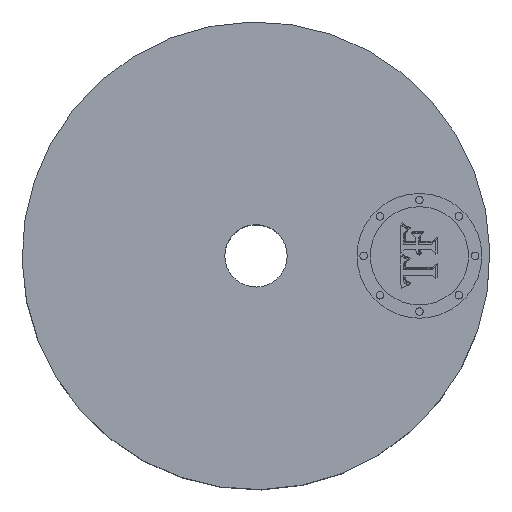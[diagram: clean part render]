
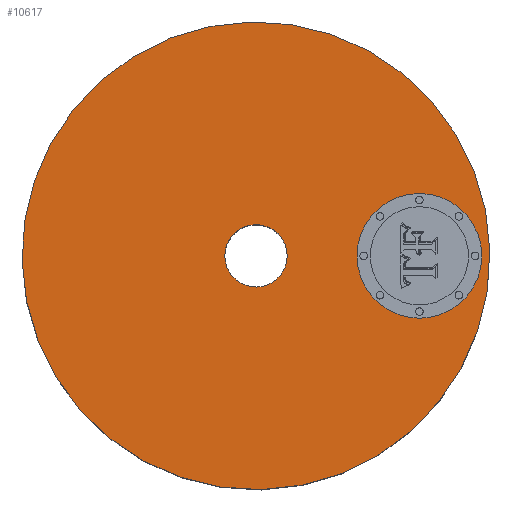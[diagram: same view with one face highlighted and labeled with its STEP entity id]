
A CAD part, top view. The second image highlights one B-rep face of the part: STEP entity #10617.
In plain terms, the highlighted planar face has unit normal (0, 0, 1).
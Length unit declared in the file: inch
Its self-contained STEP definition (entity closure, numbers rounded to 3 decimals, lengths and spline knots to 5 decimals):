
#2733=AXIS2_PLACEMENT_3D('Circle Axis2P3D',#2731,#2732,$) ;
#2752=AXIS2_PLACEMENT_3D('Circle Axis2P3D',#2750,#2751,$) ;
#3245=AXIS2_PLACEMENT_3D('Circle Axis2P3D',#3243,#3244,$) ;
#3271=AXIS2_PLACEMENT_3D('Circle Axis2P3D',#3269,#3270,$) ;
#10589=AXIS2_PLACEMENT_3D('Plane Axis2P3D',#10586,#10587,#10588) ;
#10601=AXIS2_PLACEMENT_3D('Circle Axis2P3D',#10599,#10600,$) ;
#10610=AXIS2_PLACEMENT_3D('Circle Axis2P3D',#10608,#10609,$) ;
#2728=CARTESIAN_POINT('Vertex',(-0.89892,-1.64547,1.5)) ;
#2731=CARTESIAN_POINT('Axis2P3D Location',(0.,0.,1.5)) ;
#2735=CARTESIAN_POINT('Vertex',(0.89892,1.64547,1.5)) ;
#2750=CARTESIAN_POINT('Axis2P3D Location',(0.,0.,1.5)) ;
#3243=CARTESIAN_POINT('Axis2P3D Location',(0.,0.,1.5)) ;
#3247=CARTESIAN_POINT('Vertex',(0.11986,0.2194,1.5)) ;
#3249=CARTESIAN_POINT('Vertex',(-0.11986,-0.2194,1.5)) ;
#3269=CARTESIAN_POINT('Axis2P3D Location',(0.,0.,1.5)) ;
#10586=CARTESIAN_POINT('Axis2P3D Location',(0.,0.25,1.5)) ;
#10599=CARTESIAN_POINT('Axis2P3D Location',(1.31,0.,1.5)) ;
#10603=CARTESIAN_POINT('Vertex',(1.31,-0.5,1.5)) ;
#10605=CARTESIAN_POINT('Vertex',(1.31,0.5,1.5)) ;
#10608=CARTESIAN_POINT('Axis2P3D Location',(1.31,0.,1.5)) ;
#2732=DIRECTION('Axis2P3D Direction',(0.,0.,-0.039)) ;
#2751=DIRECTION('Axis2P3D Direction',(0.,0.,-0.039)) ;
#3244=DIRECTION('Axis2P3D Direction',(0.,0.,-0.039)) ;
#3270=DIRECTION('Axis2P3D Direction',(0.,0.,-0.039)) ;
#10587=DIRECTION('Axis2P3D Direction',(0.,0.,-0.039)) ;
#10588=DIRECTION('Axis2P3D XDirection',(0.039,0.,0.)) ;
#10600=DIRECTION('Axis2P3D Direction',(0.,0.,-0.039)) ;
#10609=DIRECTION('Axis2P3D Direction',(0.,0.,-0.039)) ;
#10592=ORIENTED_EDGE('',*,*,#2754,.F.) ;
#10593=ORIENTED_EDGE('',*,*,#2737,.F.) ;
#10596=ORIENTED_EDGE('',*,*,#3273,.T.) ;
#10597=ORIENTED_EDGE('',*,*,#3251,.T.) ;
#10614=ORIENTED_EDGE('',*,*,#10607,.F.) ;
#10615=ORIENTED_EDGE('',*,*,#10612,.F.) ;
#10598=FACE_BOUND('',#10595,.T.) ;
#10616=FACE_BOUND('',#10613,.T.) ;
#10617=ADVANCED_FACE('PartBody',(#10594,#10598,#10616),#10590,.F.) ;
#2734=CIRCLE('generated circle',#2733,1.875) ;
#2753=CIRCLE('generated circle',#2752,1.875) ;
#3246=CIRCLE('generated circle',#3245,0.25) ;
#3272=CIRCLE('generated circle',#3271,0.25) ;
#10602=CIRCLE('generated circle',#10601,0.5) ;
#10611=CIRCLE('generated circle',#10610,0.5) ;
#2737=EDGE_CURVE('',#2729,#2736,#2734,.T.) ;
#2754=EDGE_CURVE('',#2736,#2729,#2753,.T.) ;
#3251=EDGE_CURVE('',#3248,#3250,#3246,.T.) ;
#3273=EDGE_CURVE('',#3250,#3248,#3272,.T.) ;
#10607=EDGE_CURVE('',#10604,#10606,#10602,.F.) ;
#10612=EDGE_CURVE('',#10606,#10604,#10611,.F.) ;
#10591=EDGE_LOOP('',(#10592,#10593)) ;
#10595=EDGE_LOOP('',(#10596,#10597)) ;
#10613=EDGE_LOOP('',(#10614,#10615)) ;
#10594=FACE_OUTER_BOUND('',#10591,.T.) ;
#10590=PLANE('',#10589) ;
#2729=VERTEX_POINT('',#2728) ;
#2736=VERTEX_POINT('',#2735) ;
#3248=VERTEX_POINT('',#3247) ;
#3250=VERTEX_POINT('',#3249) ;
#10604=VERTEX_POINT('',#10603) ;
#10606=VERTEX_POINT('',#10605) ;
